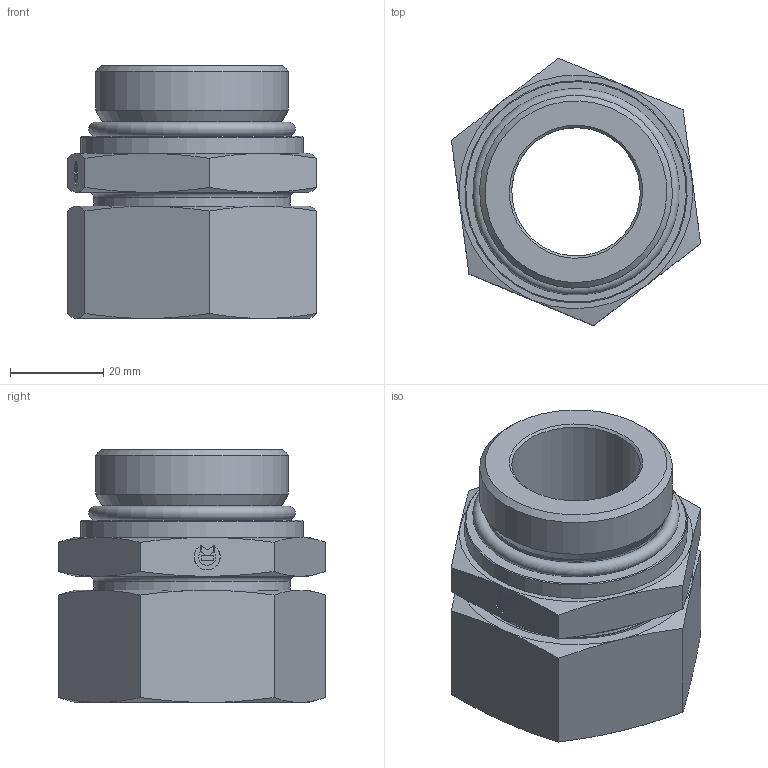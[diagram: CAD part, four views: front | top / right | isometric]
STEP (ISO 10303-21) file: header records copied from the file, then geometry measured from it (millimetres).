
FILE_DESCRIPTION((''),'2;1');
FILE_NAME('18135150845.stp','2014-09-18T11:44:45',(''),('KNOMI spol. s r. o.'),'Autodesk Inventor 2012','Autodesk Inventor 2012','');
FILE_SCHEMA(('AUTOMOTIVE_DESIGN { 1 2 10303 214 0 1 1 1 }'));
Length unit declared in the file: millimetre
Products named in the file (6): PHK-UN  35L 1 5/8- 12/M45x2; 3913545; 40135; PHFUNF; 17335150845; 606374630090
Assembly tree (5 placements, depth 3):
  PHK-UN  35L 1 5/8- 12/M45x2
    3913545
    40135
    PHFUNF
      17335150845
      606374630090
Bounding box: 53.33 x 57.24 x 54.1 mm (x, y, z)
Volume: 61844.3 mm3; surface area: 26851.3 mm2
Topology: 4 solids, 4 shells, 113 faces, 257 edges, 158 vertices
Faces by surface type: plane 52, cone 39, cylinder 16, torus 6
Full cylindrical faces by diameter (mm): 27.5 x1, 35 x1, 35.3 x2, 37.9 x1, 38.28 x1, 41 x1, 41.275 x1, 42 x1, 42.835 x1, 45 x1, 47.6 x1
Entity records: 3157 total; most frequent: CARTESIAN_POINT 585, DIRECTION 490, ORIENTED_EDGE 432, EDGE_CURVE 216, AXIS2_PLACEMENT_3D 198, EDGE_LOOP 159, VERTEX_POINT 149, STYLED_ITEM 117
